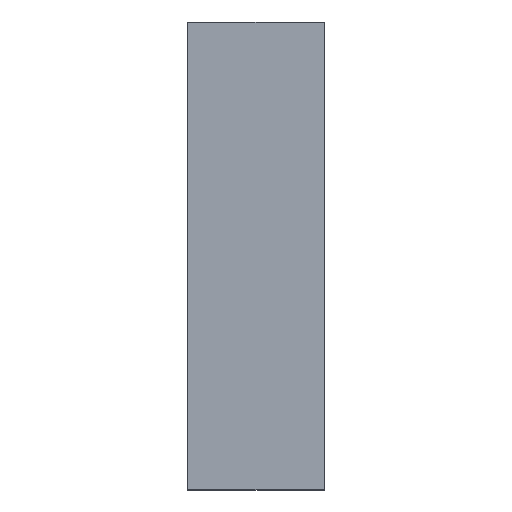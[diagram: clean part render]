
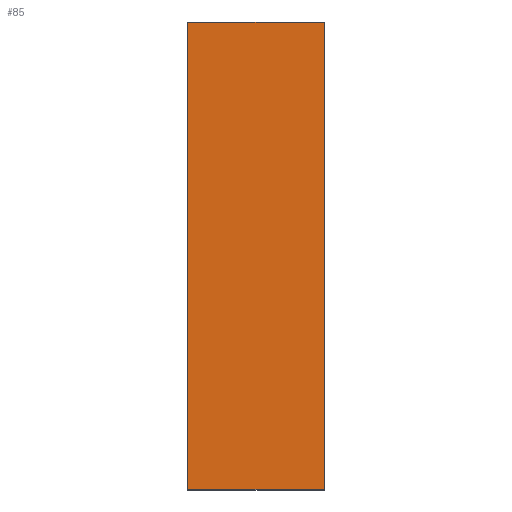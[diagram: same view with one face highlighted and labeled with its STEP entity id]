
A CAD part, top view. The second image highlights one B-rep face of the part: STEP entity #85.
In plain terms, the highlighted planar face has unit normal (0, 0, 1).
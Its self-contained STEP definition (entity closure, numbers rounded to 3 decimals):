
#85=ADVANCED_FACE($,(#193),#1289,.T.);
#193=FACE_OUTER_BOUND($,#302,.T.);
#302=EDGE_LOOP($,(#602,#603,#604,#605));
#602=ORIENTED_EDGE($,*,*,#976,.F.);
#603=ORIENTED_EDGE($,*,*,#963,.F.);
#604=ORIENTED_EDGE($,*,*,#978,.T.);
#605=ORIENTED_EDGE($,*,*,#979,.T.);
#963=EDGE_CURVE($,#1169,#1166,#1443,.T.);
#976=EDGE_CURVE($,#1166,#1179,#1456,.T.);
#978=EDGE_CURVE($,#1169,#1180,#1458,.T.);
#979=EDGE_CURVE($,#1180,#1179,#1459,.T.);
#1166=VERTEX_POINT($,#2618);
#1169=VERTEX_POINT($,#2621);
#1179=VERTEX_POINT($,#2631);
#1180=VERTEX_POINT($,#2632);
#1289=PLANE($,#1731);
#1443=B_SPLINE_CURVE_WITH_KNOTS($,1,(#2566,#2567),.UNSPECIFIED.,.F.,.F.,
(2,2),(-350.,0.),.UNSPECIFIED.);
#1456=B_SPLINE_CURVE_WITH_KNOTS($,1,(#2592,#2593),.UNSPECIFIED.,.F.,.F.,
(2,2),(-102.,0.),.UNSPECIFIED.);
#1458=B_SPLINE_CURVE_WITH_KNOTS($,1,(#2596,#2597),.UNSPECIFIED.,.F.,.F.,
(2,2),(-102.,0.),.UNSPECIFIED.);
#1459=B_SPLINE_CURVE_WITH_KNOTS($,1,(#2598,#2599),.UNSPECIFIED.,.F.,.F.,
(2,2),(-350.,0.),.UNSPECIFIED.);
#1731=AXIS2_PLACEMENT_3D($,#2613,#1810,$);
#1810=DIRECTION($,(0.,0.,1.));
#2566=CARTESIAN_POINT($,(-51.,-175.,350.));
#2567=CARTESIAN_POINT($,(-51.,175.,350.));
#2592=CARTESIAN_POINT($,(-51.,175.,350.));
#2593=CARTESIAN_POINT($,(51.,175.,350.));
#2596=CARTESIAN_POINT($,(-51.,-175.,350.));
#2597=CARTESIAN_POINT($,(51.,-175.,350.));
#2598=CARTESIAN_POINT($,(51.,-175.,350.));
#2599=CARTESIAN_POINT($,(51.,175.,350.));
#2613=CARTESIAN_POINT($,(-51.,-175.,350.));
#2618=CARTESIAN_POINT($,(-51.,175.,350.));
#2621=CARTESIAN_POINT($,(-51.,-175.,350.));
#2631=CARTESIAN_POINT($,(51.,175.,350.));
#2632=CARTESIAN_POINT($,(51.,-175.,350.));
